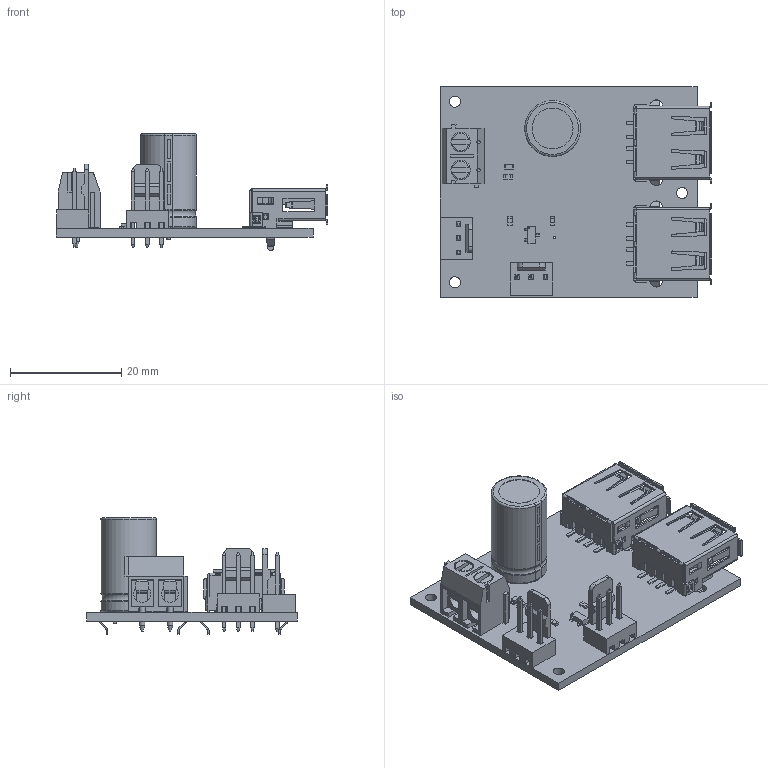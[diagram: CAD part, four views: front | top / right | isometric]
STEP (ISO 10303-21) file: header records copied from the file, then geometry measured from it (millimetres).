
FILE_DESCRIPTION(/* description */ (''),/* implementation_level */ '2;1');
FILE_NAME(/* name */ 'apd_v1.0 v6.step',/* time_stamp */ '2022-06-04T20:35:32-04:00',/* author */ (''),/* organization */ (''),/* preprocessor_version */ 'ST-DEVELOPER v19',/* originating_system */ 'Autodesk Translation Framework v11.7.0.108',/* authorisation */ '');
FILE_SCHEMA (('AUTOMOTIVE_DESIGN { 1 0 10303 214 3 1 1 }'));
Products named in the file (28): apd_v1.0; Board; Packages; LED-0603; CPOL-RADIAL-5MM-10MM; SCREWTERMINAL-5MM-2; 691502710002; 6911027100xx_CAGE; 6911027100xx_PIN; 6911027100xx_VIS; USB-A-S-SILK-FEMALE; Shielding; Insulator; Pin; USB-A-S-SILK-FEMALE (1); Shielding (1); Insulator (1); Pin (1); SOT23-3; 0603; 0603 (1); 0603 (2); MOLEX-1X3; 6190xx11121_PIN; 61900311121; MOLEX-1X3 (1); 6190xx11121_PIN (1); 61900311121 (1)
Assembly tree (40 placements, depth 4):
  apd_v1.0
    Board
    Packages
      LED-0603
      CPOL-RADIAL-5MM-10MM
      SCREWTERMINAL-5MM-2
        691502710002
        6911027100xx_CAGE  x2
        6911027100xx_PIN  x2
        6911027100xx_VIS  x2
      USB-A-S-SILK-FEMALE
        Shielding
        Insulator
        Pin  x4
      USB-A-S-SILK-FEMALE (1)
        Shielding (1)
        Insulator (1)
        Pin (1)  x4
      SOT23-3
      0603
      0603 (1)
      0603 (2)
      MOLEX-1X3
        6190xx11121_PIN  x3
        61900311121
      MOLEX-1X3 (1)
        6190xx11121_PIN (1)  x3
        61900311121 (1)
Bounding box: 48.78 x 37.72 x 20.94 mm (x, y, z)
Volume: 6058.2 mm3; surface area: 11056.4 mm2
Topology: 34 solids, 34 shells, 2172 faces, 5950 edges, 3854 vertices
Faces by surface type: plane 1469, cylinder 631, bspline 48, torus 16, cone 8
Full cylindrical faces by diameter (mm): 0.3 x1, 0.4 x1, 0.6 x4, 0.9 x2, 1 x2, 1.016 x6, 1.3 x2, 2 x5, 2.311 x4, 2.5 x2, 2.75 x2, 3 x2, 3.5 x4, 7.333 x1
Entity records: 61794 total; most frequent: CARTESIAN_POINT 13098, ORIENTED_EDGE 10080, DIRECTION 9580, EDGE_CURVE 5040, LINE 3938, VECTOR 3938, VERTEX_POINT 3271, AXIS2_PLACEMENT_3D 2821
